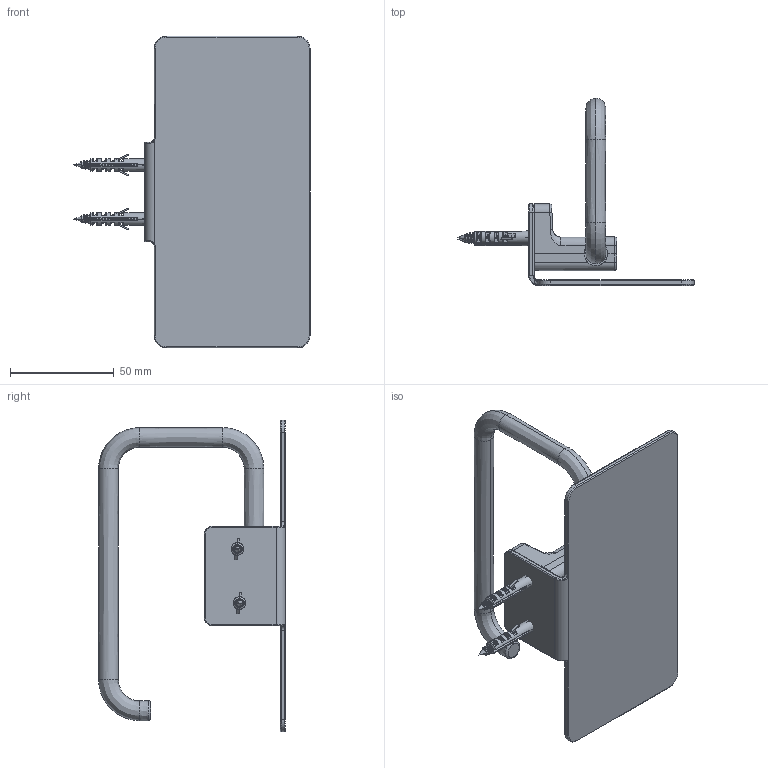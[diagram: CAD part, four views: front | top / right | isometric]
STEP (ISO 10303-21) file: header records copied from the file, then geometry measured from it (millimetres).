
FILE_DESCRIPTION(('3DEXPERIENCE STEP','CAx-IF Rec.Pracs.--- Model Styling and Organization---1.5--- 2016-08-15','CAx-IF Rec.Pracs.---Supplemental Geometry---1.0---2011-11-01','CAx-IF Rec.Pracs.--- Composite Materials ---3.4---2017-06-13','CAx-IF Rec.Pracs.---Tessellated 3D Geometry---1.0---2015-12-17'),'2;1');
FILE_NAME('PPA_1000141547.stp','2025-04-10T08:25:48+00:00',('none'),('none'),'3DEXPERIENCE Platform3DEXPERIENCE R2023x HotFix 5','3DEXPERIENCE Platform STEP AP242 v2','none');
FILE_SCHEMA(('AP242_MANAGED_MODEL_BASED_3D_ENGINEERING_MIM_LF {1 0 10303 442 1 1 4}'));
Products named in the file (1): LIM_1009920_HG_Square_PapierrollenhaltmAblage
Bounding box: 113.6 x 89.86 x 150 mm (x, y, z)
Volume: 81040.3 mm3; surface area: 53232.1 mm2
Topology: 11 solids, 11 shells, 920 faces, 2385 edges, 1478 vertices
Faces by surface type: plane 301, bspline 299, cylinder 226, cone 50, torus 40, sphere 4
Entity records: 59064 total; most frequent: CARTESIAN_POINT 41118, ORIENTED_EDGE 4726, EDGE_CURVE 2363, DIRECTION 2070, VERTEX_POINT 1478, B_SPLINE_CURVE_WITH_KNOTS 1148, EDGE_LOOP 951, ADVANCED_FACE 920
